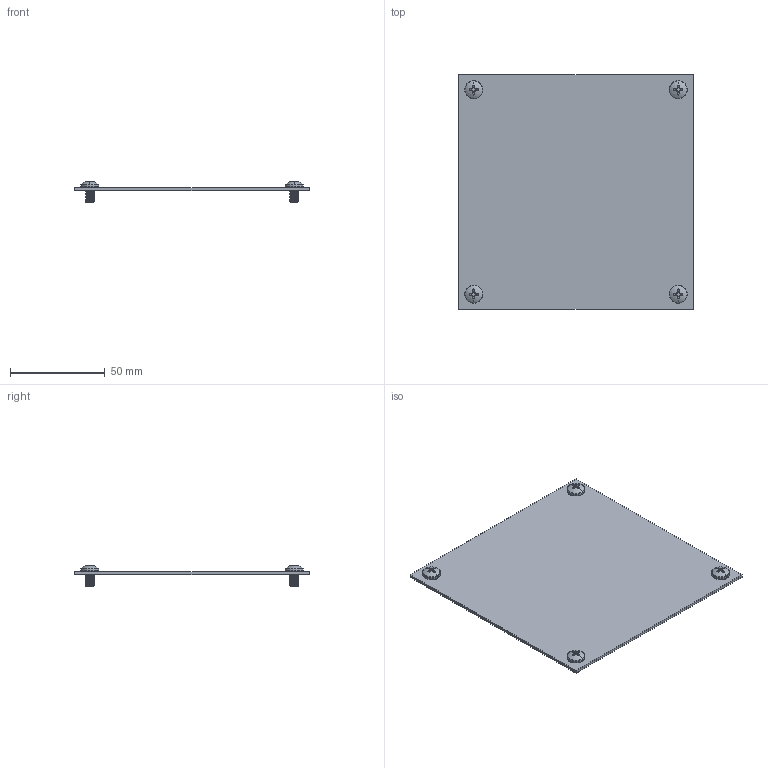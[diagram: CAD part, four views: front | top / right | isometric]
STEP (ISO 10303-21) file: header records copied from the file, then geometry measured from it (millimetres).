
FILE_DESCRIPTION((''),'2;1');
FILE_NAME('ABP66_ASM','2017-01-10T',('wtidwell'),(''),'CREO PARAMETRIC BY PTC INC, 2016050','CREO PARAMETRIC BY PTC INC, 2016050','');
FILE_SCHEMA(('CONFIG_CONTROL_DESIGN'));
Length unit declared in the file: inch
Products named in the file (3): 9912581-67-10; 9912518-82-10; ABP66_ASM
Assembly tree (5 placements, depth 2):
  ABP66_ASM
    9912581-67-10
    9912518-82-10  x4
Bounding box: 123.95 x 123.95 x 11.25 mm (x, y, z)
Volume: 25366.8 mm3; surface area: 32904.7 mm2
Topology: 5 solids, 5 shells, 430 faces, 1304 edges, 888 vertices
Faces by surface type: cylinder 268, plane 90, cone 36, torus 16, bspline 12, sphere 8
Entity records: 9377 total; most frequent: CARTESIAN_POINT 6146, ORIENTED_EDGE 742, DIRECTION 542, EDGE_CURVE 371, VERTEX_POINT 252, AXIS2_PLACEMENT_3D 201, B_SPLINE_CURVE_WITH_KNOTS 159, VECTOR 140
